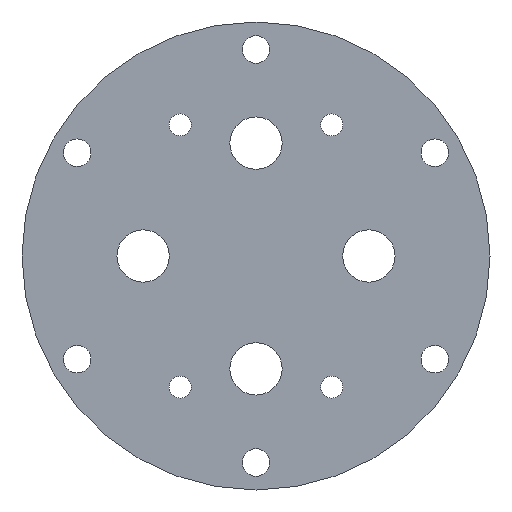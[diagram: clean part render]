
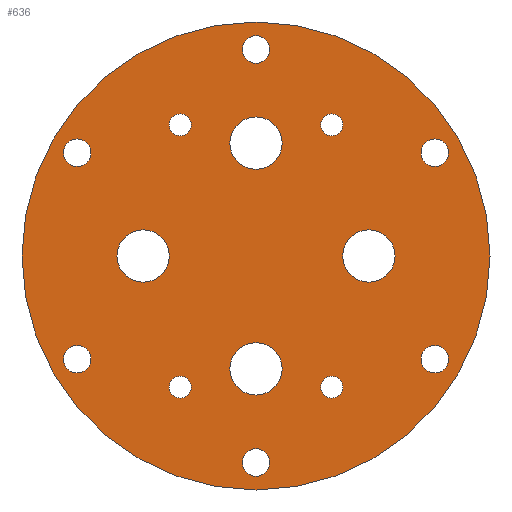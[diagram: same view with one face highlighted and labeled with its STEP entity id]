
A CAD part, front view. The second image highlights one B-rep face of the part: STEP entity #636.
In plain terms, the highlighted planar face has unit normal (0, -1, 0).
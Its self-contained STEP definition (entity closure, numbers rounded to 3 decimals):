
#1=CARTESIAN_POINT('',(-32.476,0.,-18.75));
#2=DIRECTION('',(0.,-1.,0.));
#3=DIRECTION('',(1.,0.,0.));
#4=AXIS2_PLACEMENT_3D('',#1,#2,#3);
#6=CARTESIAN_POINT('',(-32.476,0.,-18.75));
#7=DIRECTION('',(0.,-1.,0.));
#8=DIRECTION('',(-1.,0.,0.));
#9=AXIS2_PLACEMENT_3D('',#6,#7,#8);
#11=CARTESIAN_POINT('',(0.,0.,-37.5));
#12=DIRECTION('',(0.,-1.,0.));
#13=DIRECTION('',(1.,0.,0.));
#14=AXIS2_PLACEMENT_3D('',#11,#12,#13);
#16=CARTESIAN_POINT('',(0.,0.,-37.5));
#17=DIRECTION('',(0.,-1.,0.));
#18=DIRECTION('',(-1.,0.,0.));
#19=AXIS2_PLACEMENT_3D('',#16,#17,#18);
#21=CARTESIAN_POINT('',(32.476,0.,-18.75));
#22=DIRECTION('',(0.,-1.,0.));
#23=DIRECTION('',(1.,0.,0.));
#24=AXIS2_PLACEMENT_3D('',#21,#22,#23);
#26=CARTESIAN_POINT('',(32.476,0.,-18.75));
#27=DIRECTION('',(0.,-1.,0.));
#28=DIRECTION('',(-1.,0.,0.));
#29=AXIS2_PLACEMENT_3D('',#26,#27,#28);
#31=CARTESIAN_POINT('',(32.476,0.,18.75));
#32=DIRECTION('',(0.,-1.,0.));
#33=DIRECTION('',(1.,0.,0.));
#34=AXIS2_PLACEMENT_3D('',#31,#32,#33);
#36=CARTESIAN_POINT('',(32.476,0.,18.75));
#37=DIRECTION('',(0.,-1.,0.));
#38=DIRECTION('',(-1.,0.,0.));
#39=AXIS2_PLACEMENT_3D('',#36,#37,#38);
#41=CARTESIAN_POINT('',(0.,0.,37.5));
#42=DIRECTION('',(0.,-1.,0.));
#43=DIRECTION('',(1.,0.,0.));
#44=AXIS2_PLACEMENT_3D('',#41,#42,#43);
#46=CARTESIAN_POINT('',(0.,0.,37.5));
#47=DIRECTION('',(0.,-1.,0.));
#48=DIRECTION('',(-1.,0.,0.));
#49=AXIS2_PLACEMENT_3D('',#46,#47,#48);
#51=CARTESIAN_POINT('',(-32.476,0.,18.75));
#52=DIRECTION('',(0.,-1.,0.));
#53=DIRECTION('',(1.,0.,0.));
#54=AXIS2_PLACEMENT_3D('',#51,#52,#53);
#56=CARTESIAN_POINT('',(-32.476,0.,18.75));
#57=DIRECTION('',(0.,-1.,0.));
#58=DIRECTION('',(-1.,0.,0.));
#59=AXIS2_PLACEMENT_3D('',#56,#57,#58);
#61=CARTESIAN_POINT('',(0.,0.,0.));
#62=DIRECTION('',(0.,1.,0.));
#63=DIRECTION('',(1.,0.,0.));
#64=AXIS2_PLACEMENT_3D('',#61,#62,#63);
#66=CARTESIAN_POINT('',(0.,0.,0.));
#67=DIRECTION('',(0.,1.,0.));
#68=DIRECTION('',(-1.,0.,0.));
#69=AXIS2_PLACEMENT_3D('',#66,#67,#68);
#71=CARTESIAN_POINT('',(-13.75,0.,-23.816));
#72=DIRECTION('',(0.,1.,0.));
#73=DIRECTION('',(1.,0.,0.));
#74=AXIS2_PLACEMENT_3D('',#71,#72,#73);
#76=CARTESIAN_POINT('',(-13.75,0.,-23.816));
#77=DIRECTION('',(0.,1.,0.));
#78=DIRECTION('',(-1.,0.,0.));
#79=AXIS2_PLACEMENT_3D('',#76,#77,#78);
#81=CARTESIAN_POINT('',(13.75,0.,-23.816));
#82=DIRECTION('',(0.,1.,0.));
#83=DIRECTION('',(1.,0.,0.));
#84=AXIS2_PLACEMENT_3D('',#81,#82,#83);
#86=CARTESIAN_POINT('',(13.75,0.,-23.816));
#87=DIRECTION('',(0.,1.,0.));
#88=DIRECTION('',(-1.,0.,0.));
#89=AXIS2_PLACEMENT_3D('',#86,#87,#88);
#91=CARTESIAN_POINT('',(13.75,0.,23.816));
#92=DIRECTION('',(0.,1.,0.));
#93=DIRECTION('',(1.,0.,0.));
#94=AXIS2_PLACEMENT_3D('',#91,#92,#93);
#96=CARTESIAN_POINT('',(13.75,0.,23.816));
#97=DIRECTION('',(0.,1.,0.));
#98=DIRECTION('',(-1.,0.,0.));
#99=AXIS2_PLACEMENT_3D('',#96,#97,#98);
#101=CARTESIAN_POINT('',(-13.75,0.,23.816));
#102=DIRECTION('',(0.,1.,0.));
#103=DIRECTION('',(1.,0.,0.));
#104=AXIS2_PLACEMENT_3D('',#101,#102,#103);
#106=CARTESIAN_POINT('',(-13.75,0.,23.816));
#107=DIRECTION('',(0.,1.,0.));
#108=DIRECTION('',(-1.,0.,0.));
#109=AXIS2_PLACEMENT_3D('',#106,#107,#108);
#111=CARTESIAN_POINT('',(0.,0.,-20.5));
#112=DIRECTION('',(0.,1.,0.));
#113=DIRECTION('',(1.,0.,0.));
#114=AXIS2_PLACEMENT_3D('',#111,#112,#113);
#116=CARTESIAN_POINT('',(0.,0.,-20.5));
#117=DIRECTION('',(0.,1.,0.));
#118=DIRECTION('',(-1.,0.,0.));
#119=AXIS2_PLACEMENT_3D('',#116,#117,#118);
#121=CARTESIAN_POINT('',(20.5,0.,0.));
#122=DIRECTION('',(0.,1.,0.));
#123=DIRECTION('',(1.,0.,0.));
#124=AXIS2_PLACEMENT_3D('',#121,#122,#123);
#126=CARTESIAN_POINT('',(20.5,0.,0.));
#127=DIRECTION('',(0.,1.,0.));
#128=DIRECTION('',(-1.,0.,0.));
#129=AXIS2_PLACEMENT_3D('',#126,#127,#128);
#131=CARTESIAN_POINT('',(-20.5,0.,0.));
#132=DIRECTION('',(0.,1.,0.));
#133=DIRECTION('',(1.,0.,0.));
#134=AXIS2_PLACEMENT_3D('',#131,#132,#133);
#136=CARTESIAN_POINT('',(-20.5,0.,0.));
#137=DIRECTION('',(0.,1.,0.));
#138=DIRECTION('',(-1.,0.,0.));
#139=AXIS2_PLACEMENT_3D('',#136,#137,#138);
#141=CARTESIAN_POINT('',(0.,0.,20.5));
#142=DIRECTION('',(0.,1.,0.));
#143=DIRECTION('',(1.,0.,0.));
#144=AXIS2_PLACEMENT_3D('',#141,#142,#143);
#146=CARTESIAN_POINT('',(0.,0.,20.5));
#147=DIRECTION('',(0.,1.,0.));
#148=DIRECTION('',(-1.,0.,0.));
#149=AXIS2_PLACEMENT_3D('',#146,#147,#148);
#421=CARTESIAN_POINT('',(-29.976,0.,-18.75));
#422=CARTESIAN_POINT('',(-34.976,0.,-18.75));
#423=VERTEX_POINT('',#421);
#424=VERTEX_POINT('',#422);
#425=CARTESIAN_POINT('',(2.5,0.,-37.5));
#426=CARTESIAN_POINT('',(-2.5,0.,-37.5));
#427=VERTEX_POINT('',#425);
#428=VERTEX_POINT('',#426);
#429=CARTESIAN_POINT('',(34.976,0.,-18.75));
#430=CARTESIAN_POINT('',(29.976,0.,-18.75));
#431=VERTEX_POINT('',#429);
#432=VERTEX_POINT('',#430);
#433=CARTESIAN_POINT('',(34.976,0.,18.75));
#434=CARTESIAN_POINT('',(29.976,0.,18.75));
#435=VERTEX_POINT('',#433);
#436=VERTEX_POINT('',#434);
#437=CARTESIAN_POINT('',(2.5,0.,37.5));
#438=CARTESIAN_POINT('',(-2.5,0.,37.5));
#439=VERTEX_POINT('',#437);
#440=VERTEX_POINT('',#438);
#441=CARTESIAN_POINT('',(-29.976,0.,18.75));
#442=CARTESIAN_POINT('',(-34.976,0.,18.75));
#443=VERTEX_POINT('',#441);
#444=VERTEX_POINT('',#442);
#445=CARTESIAN_POINT('',(42.5,0.,0.));
#446=CARTESIAN_POINT('',(-42.5,0.,0.));
#447=VERTEX_POINT('',#445);
#448=VERTEX_POINT('',#446);
#477=CARTESIAN_POINT('',(-11.75,0.,-23.816));
#478=CARTESIAN_POINT('',(-15.75,0.,-23.816));
#479=VERTEX_POINT('',#477);
#480=VERTEX_POINT('',#478);
#481=CARTESIAN_POINT('',(15.75,0.,-23.816));
#482=CARTESIAN_POINT('',(11.75,0.,-23.816));
#483=VERTEX_POINT('',#481);
#484=VERTEX_POINT('',#482);
#485=CARTESIAN_POINT('',(15.75,0.,23.816));
#486=CARTESIAN_POINT('',(11.75,0.,23.816));
#487=VERTEX_POINT('',#485);
#488=VERTEX_POINT('',#486);
#489=CARTESIAN_POINT('',(-11.75,0.,23.816));
#490=CARTESIAN_POINT('',(-15.75,0.,23.816));
#491=VERTEX_POINT('',#489);
#492=VERTEX_POINT('',#490);
#509=CARTESIAN_POINT('',(4.75,0.,-20.5));
#510=CARTESIAN_POINT('',(-4.75,0.,-20.5));
#511=VERTEX_POINT('',#509);
#512=VERTEX_POINT('',#510);
#513=CARTESIAN_POINT('',(25.25,0.,0.));
#514=CARTESIAN_POINT('',(15.75,0.,0.));
#515=VERTEX_POINT('',#513);
#516=VERTEX_POINT('',#514);
#517=CARTESIAN_POINT('',(-15.75,0.,0.));
#518=CARTESIAN_POINT('',(-25.25,0.,0.));
#519=VERTEX_POINT('',#517);
#520=VERTEX_POINT('',#518);
#521=CARTESIAN_POINT('',(4.75,0.,20.5));
#522=CARTESIAN_POINT('',(-4.75,0.,20.5));
#523=VERTEX_POINT('',#521);
#524=VERTEX_POINT('',#522);
#541=CARTESIAN_POINT('',(0.,0.,0.));
#542=DIRECTION('',(0.,1.,0.));
#543=DIRECTION('',(1.,0.,0.));
#544=AXIS2_PLACEMENT_3D('',#541,#542,#543);
#545=PLANE('',#544);
#547=ORIENTED_EDGE('',*,*,#546,.T.);
#549=ORIENTED_EDGE('',*,*,#548,.T.);
#550=EDGE_LOOP('',(#547,#549));
#551=FACE_OUTER_BOUND('',#550,.F.);
#553=ORIENTED_EDGE('',*,*,#552,.T.);
#555=ORIENTED_EDGE('',*,*,#554,.T.);
#556=EDGE_LOOP('',(#553,#555));
#557=FACE_BOUND('',#556,.F.);
#559=ORIENTED_EDGE('',*,*,#558,.T.);
#561=ORIENTED_EDGE('',*,*,#560,.T.);
#562=EDGE_LOOP('',(#559,#561));
#563=FACE_BOUND('',#562,.F.);
#565=ORIENTED_EDGE('',*,*,#564,.T.);
#567=ORIENTED_EDGE('',*,*,#566,.T.);
#568=EDGE_LOOP('',(#565,#567));
#569=FACE_BOUND('',#568,.F.);
#571=ORIENTED_EDGE('',*,*,#570,.T.);
#573=ORIENTED_EDGE('',*,*,#572,.T.);
#574=EDGE_LOOP('',(#571,#573));
#575=FACE_BOUND('',#574,.F.);
#577=ORIENTED_EDGE('',*,*,#576,.T.);
#579=ORIENTED_EDGE('',*,*,#578,.T.);
#580=EDGE_LOOP('',(#577,#579));
#581=FACE_BOUND('',#580,.F.);
#583=ORIENTED_EDGE('',*,*,#582,.T.);
#585=ORIENTED_EDGE('',*,*,#584,.T.);
#586=EDGE_LOOP('',(#583,#585));
#587=FACE_BOUND('',#586,.F.);
#589=ORIENTED_EDGE('',*,*,#588,.F.);
#591=ORIENTED_EDGE('',*,*,#590,.F.);
#592=EDGE_LOOP('',(#589,#591));
#593=FACE_BOUND('',#592,.F.);
#595=ORIENTED_EDGE('',*,*,#594,.F.);
#597=ORIENTED_EDGE('',*,*,#596,.F.);
#598=EDGE_LOOP('',(#595,#597));
#599=FACE_BOUND('',#598,.F.);
#601=ORIENTED_EDGE('',*,*,#600,.F.);
#603=ORIENTED_EDGE('',*,*,#602,.F.);
#604=EDGE_LOOP('',(#601,#603));
#605=FACE_BOUND('',#604,.F.);
#607=ORIENTED_EDGE('',*,*,#606,.F.);
#609=ORIENTED_EDGE('',*,*,#608,.F.);
#610=EDGE_LOOP('',(#607,#609));
#611=FACE_BOUND('',#610,.F.);
#613=ORIENTED_EDGE('',*,*,#612,.F.);
#615=ORIENTED_EDGE('',*,*,#614,.F.);
#616=EDGE_LOOP('',(#613,#615));
#617=FACE_BOUND('',#616,.F.);
#619=ORIENTED_EDGE('',*,*,#618,.F.);
#621=ORIENTED_EDGE('',*,*,#620,.F.);
#622=EDGE_LOOP('',(#619,#621));
#623=FACE_BOUND('',#622,.F.);
#625=ORIENTED_EDGE('',*,*,#624,.F.);
#627=ORIENTED_EDGE('',*,*,#626,.F.);
#628=EDGE_LOOP('',(#625,#627));
#629=FACE_BOUND('',#628,.F.);
#631=ORIENTED_EDGE('',*,*,#630,.F.);
#633=ORIENTED_EDGE('',*,*,#632,.F.);
#634=EDGE_LOOP('',(#631,#633));
#635=FACE_BOUND('',#634,.F.);
#636=ADVANCED_FACE('',(#551,#557,#563,#569,#575,#581,#587,#593,#599,#605,#611,
#617,#623,#629,#635),#545,.F.);
#5=CIRCLE('',#4,2.5);
#10=CIRCLE('',#9,2.5);
#15=CIRCLE('',#14,2.5);
#20=CIRCLE('',#19,2.5);
#25=CIRCLE('',#24,2.5);
#30=CIRCLE('',#29,2.5);
#35=CIRCLE('',#34,2.5);
#40=CIRCLE('',#39,2.5);
#45=CIRCLE('',#44,2.5);
#50=CIRCLE('',#49,2.5);
#55=CIRCLE('',#54,2.5);
#60=CIRCLE('',#59,2.5);
#65=CIRCLE('',#64,42.5);
#70=CIRCLE('',#69,42.5);
#75=CIRCLE('',#74,2.);
#80=CIRCLE('',#79,2.);
#85=CIRCLE('',#84,2.);
#90=CIRCLE('',#89,2.);
#95=CIRCLE('',#94,2.);
#100=CIRCLE('',#99,2.);
#105=CIRCLE('',#104,2.);
#110=CIRCLE('',#109,2.);
#115=CIRCLE('',#114,4.75);
#120=CIRCLE('',#119,4.75);
#125=CIRCLE('',#124,4.75);
#130=CIRCLE('',#129,4.75);
#135=CIRCLE('',#134,4.75);
#140=CIRCLE('',#139,4.75);
#145=CIRCLE('',#144,4.75);
#150=CIRCLE('',#149,4.75);
#546=EDGE_CURVE('',#447,#448,#65,.T.);
#548=EDGE_CURVE('',#448,#447,#70,.T.);
#552=EDGE_CURVE('',#427,#428,#15,.T.);
#554=EDGE_CURVE('',#428,#427,#20,.T.);
#558=EDGE_CURVE('',#431,#432,#25,.T.);
#560=EDGE_CURVE('',#432,#431,#30,.T.);
#564=EDGE_CURVE('',#435,#436,#35,.T.);
#566=EDGE_CURVE('',#436,#435,#40,.T.);
#570=EDGE_CURVE('',#439,#440,#45,.T.);
#572=EDGE_CURVE('',#440,#439,#50,.T.);
#576=EDGE_CURVE('',#443,#444,#55,.T.);
#578=EDGE_CURVE('',#444,#443,#60,.T.);
#582=EDGE_CURVE('',#423,#424,#5,.T.);
#584=EDGE_CURVE('',#424,#423,#10,.T.);
#588=EDGE_CURVE('',#479,#480,#75,.T.);
#590=EDGE_CURVE('',#480,#479,#80,.T.);
#594=EDGE_CURVE('',#483,#484,#85,.T.);
#596=EDGE_CURVE('',#484,#483,#90,.T.);
#600=EDGE_CURVE('',#487,#488,#95,.T.);
#602=EDGE_CURVE('',#488,#487,#100,.T.);
#606=EDGE_CURVE('',#491,#492,#105,.T.);
#608=EDGE_CURVE('',#492,#491,#110,.T.);
#612=EDGE_CURVE('',#511,#512,#115,.T.);
#614=EDGE_CURVE('',#512,#511,#120,.T.);
#618=EDGE_CURVE('',#515,#516,#125,.T.);
#620=EDGE_CURVE('',#516,#515,#130,.T.);
#624=EDGE_CURVE('',#519,#520,#135,.T.);
#626=EDGE_CURVE('',#520,#519,#140,.T.);
#630=EDGE_CURVE('',#523,#524,#145,.T.);
#632=EDGE_CURVE('',#524,#523,#150,.T.);
